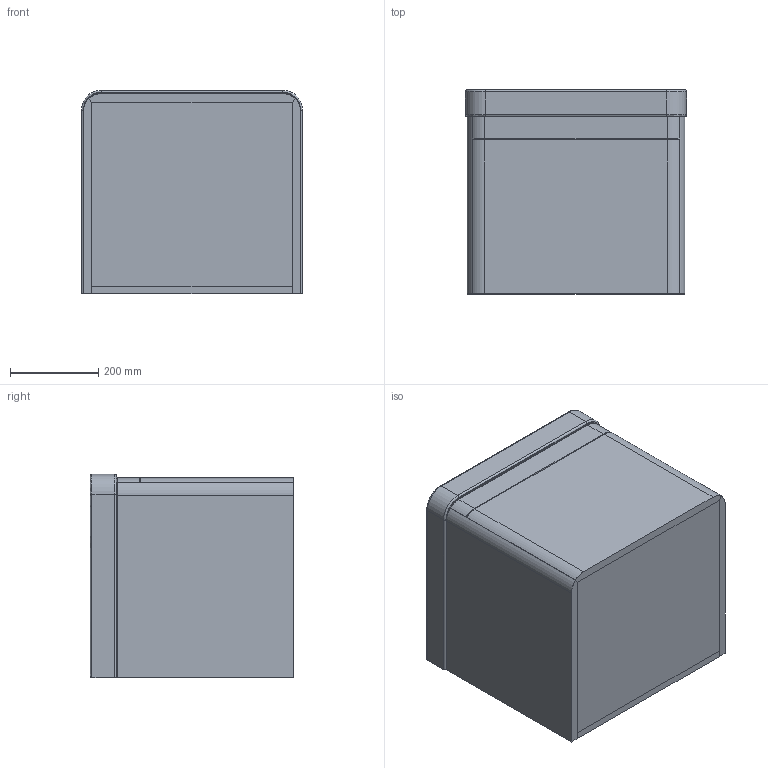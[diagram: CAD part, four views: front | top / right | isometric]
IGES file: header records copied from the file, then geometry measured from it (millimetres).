
Start section: SolidWorks IGES file using analytic representation for surfaces
Global section: file name: HY050W1.IGS; native system: SolidWorks 2019; preprocessor: SolidWorks 2019; author: jorge.hernandez; date: 201111.173653; units: millimetre
Bounding box: 500 x 461 x 460 mm (x, y, z)
Surface area: 3223108.3 mm2 (no closed solid volume)
Topology: 0 solids, 0 shells, 361 faces, 4190 edges, 4176 vertices
Faces by surface type: bspline 224, revolution 137
